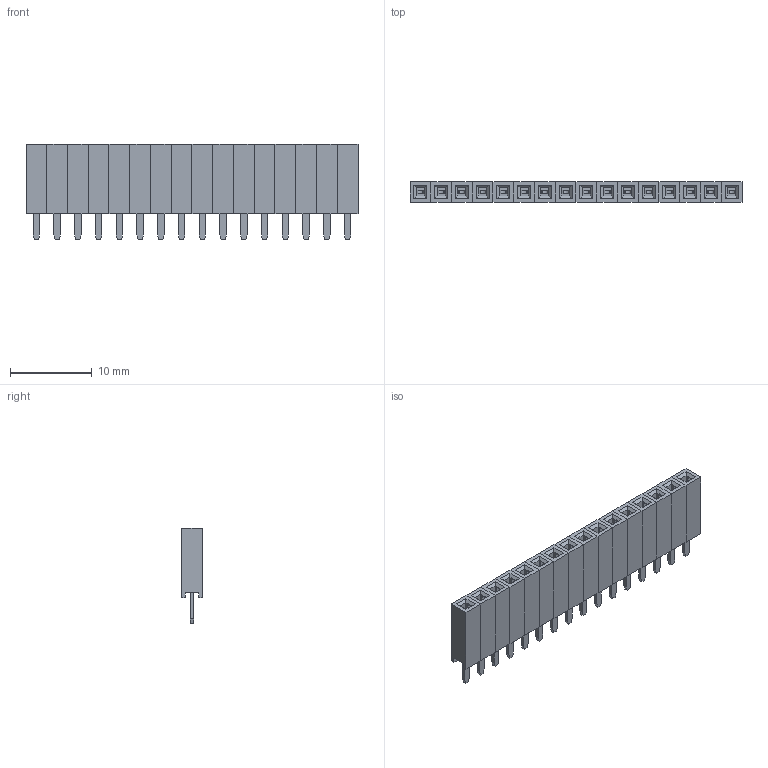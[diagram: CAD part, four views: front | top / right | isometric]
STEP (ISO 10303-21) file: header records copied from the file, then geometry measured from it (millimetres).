
FILE_DESCRIPTION (( 'STEP AP214' ), '1' );
FILE_NAME ('User Library-HeaderRangLuocDonThang2.54mm.STEP', '2017-11-30T14:02:56', ( '' ), ( '' ), 'SwSTEP 2.0', 'SolidWorks 2017', '' );
FILE_SCHEMA (( 'AUTOMOTIVE_DESIGN' ));
Length unit declared in the file: millimetre
Products named in the file (1): User Library-HeaderRangLuocDonThang2.54mm
Bounding box: 40.64 x 2.54 x 11.7 mm (x, y, z)
Volume: 731.6 mm3; surface area: 2772.3 mm2
Topology: 16 solids, 16 shells, 768 faces, 2144 edges, 1408 vertices
Faces by surface type: plane 752, cylinder 16
Entity records: 32813 total; most frequent: CARTESIAN_POINT 4321, ORIENTED_EDGE 4288, DIRECTION 3714, EDGE_CURVE 2144, VECTOR 2112, LINE 2112, VERTEX_POINT 1408, EDGE_LOOP 832
